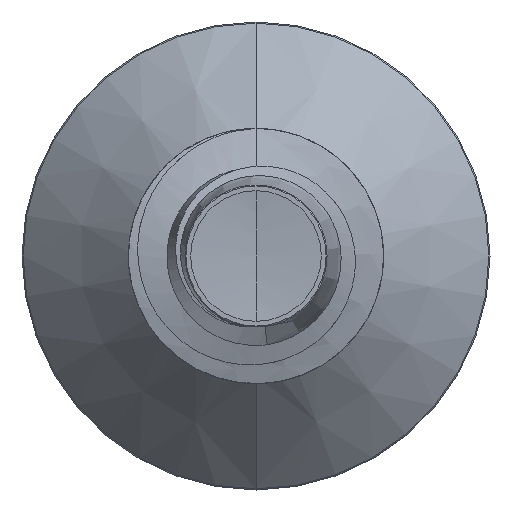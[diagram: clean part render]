
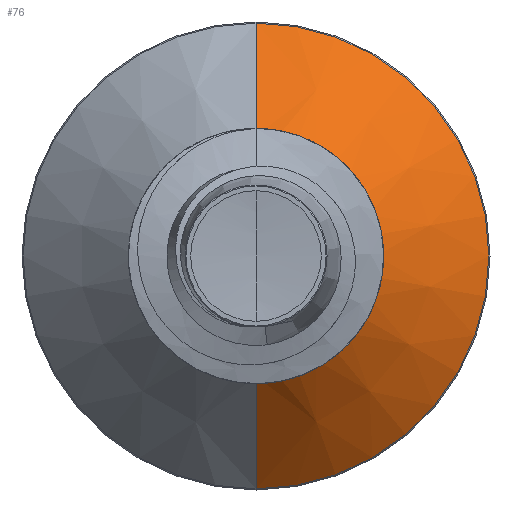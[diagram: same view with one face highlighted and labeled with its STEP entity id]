
A CAD part, front view. The second image highlights one B-rep face of the part: STEP entity #76.
In plain terms, the highlighted conical face has half-angle 45 degrees and reference radius 1.414 mm.
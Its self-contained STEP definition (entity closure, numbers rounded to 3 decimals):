
#58 = DIRECTION ( 'NONE',  ( 0., 0.707, -0.707 ) ) ;
#76 = ADVANCED_FACE ( 'NONE', ( #5259 ), #526, .T. ) ;
#526 = CONICAL_SURFACE ( 'NONE', #11225, 1.414, 0.785 ) ;
#748 = EDGE_CURVE ( 'NONE', #4018, #8756, #14024, .T. ) ;
#2057 = CARTESIAN_POINT ( 'NONE',  ( 0., 7.114, 1.414 ) ) ;
#2237 = CARTESIAN_POINT ( 'NONE',  ( 0., 8.437, -2.737 ) ) ;
#2859 = EDGE_CURVE ( 'NONE', #4547, #4018, #3244, .T. ) ;
#3244 = LINE ( 'NONE', #8292, #16917 ) ;
#3280 = CARTESIAN_POINT ( 'NONE',  ( 0., 8.437, 2.737 ) ) ;
#3511 = DIRECTION ( 'NONE',  ( 0., 0., 1. ) ) ;
#3531 = DIRECTION ( 'NONE',  ( 0., 1., 0. ) ) ;
#3552 = CARTESIAN_POINT ( 'NONE',  ( 0., 7.114, 0. ) ) ;
#3873 = CARTESIAN_POINT ( 'NONE',  ( 0., 7.114, -1.414 ) ) ;
#4018 = VERTEX_POINT ( 'NONE', #3280 ) ;
#4184 = VERTEX_POINT ( 'NONE', #3873 ) ;
#4356 = CARTESIAN_POINT ( 'NONE',  ( 0., 7.114, -1.414 ) ) ;
#4547 = VERTEX_POINT ( 'NONE', #2057 ) ;
#5259 = FACE_OUTER_BOUND ( 'NONE', #15220, .T. ) ;
#6386 = AXIS2_PLACEMENT_3D ( 'NONE', #10328, #10322, #10312 ) ;
#6718 = ORIENTED_EDGE ( 'NONE', *, *, #748, .F. ) ;
#7511 = DIRECTION ( 'NONE',  ( 0., 1., 0. ) ) ;
#8272 = VECTOR ( 'NONE', #58, 1000. ) ;
#8274 = DIRECTION ( 'NONE',  ( 0., 0.707, 0.707 ) ) ;
#8292 = CARTESIAN_POINT ( 'NONE',  ( 0., 7.114, 1.414 ) ) ;
#8303 = EDGE_CURVE ( 'NONE', #4547, #4184, #12962, .T. ) ;
#8756 = VERTEX_POINT ( 'NONE', #2237 ) ;
#10312 = DIRECTION ( 'NONE',  ( 0., 0., 1. ) ) ;
#10322 = DIRECTION ( 'NONE',  ( 0., 1., 0. ) ) ;
#10328 = CARTESIAN_POINT ( 'NONE',  ( 0., 8.437, 0. ) ) ;
#10351 = ORIENTED_EDGE ( 'NONE', *, *, #8303, .T. ) ;
#10799 = ORIENTED_EDGE ( 'NONE', *, *, #2859, .F. ) ;
#10975 = EDGE_CURVE ( 'NONE', #4184, #8756, #12603, .T. ) ;
#11225 = AXIS2_PLACEMENT_3D ( 'NONE', #12749, #7511, #15479 ) ;
#12603 = LINE ( 'NONE', #4356, #8272 ) ;
#12749 = CARTESIAN_POINT ( 'NONE',  ( 0., 7.114, 0. ) ) ;
#12962 = CIRCLE ( 'NONE', #15633, 1.414 ) ;
#14024 = CIRCLE ( 'NONE', #6386, 2.737 ) ;
#15220 = EDGE_LOOP ( 'NONE', ( #10351, #16575, #6718, #10799 ) ) ;
#15479 = DIRECTION ( 'NONE',  ( 0., 0., 1. ) ) ;
#15633 = AXIS2_PLACEMENT_3D ( 'NONE', #3552, #3531, #3511 ) ;
#16575 = ORIENTED_EDGE ( 'NONE', *, *, #10975, .T. ) ;
#16917 = VECTOR ( 'NONE', #8274, 1000. ) ;
